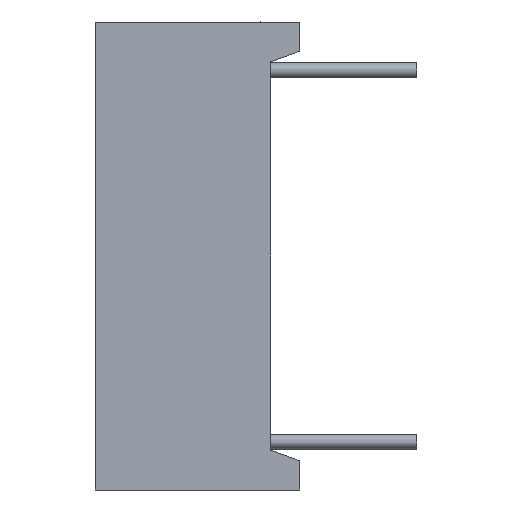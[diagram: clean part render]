
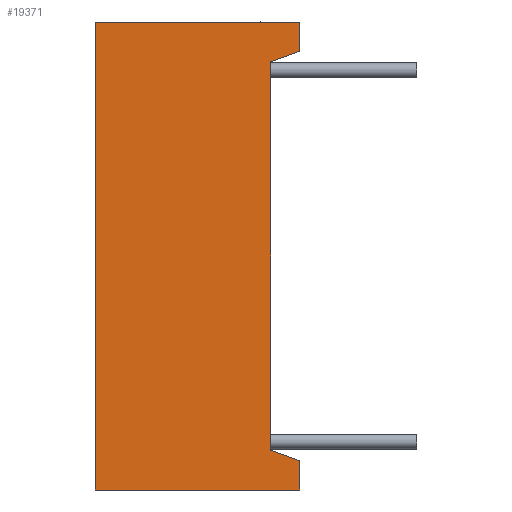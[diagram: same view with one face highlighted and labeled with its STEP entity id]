
A CAD part, left-side view. The second image highlights one B-rep face of the part: STEP entity #19371.
In plain terms, the highlighted planar face has unit normal (-1, 0, 0).
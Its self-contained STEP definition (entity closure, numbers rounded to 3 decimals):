
#708 = DIRECTION ( 'NONE',  ( 0., 0., 1. ) ) ;
#1160 = AXIS2_PLACEMENT_3D ( 'NONE', #12302, #16885, #31417 ) ;
#1205 = EDGE_CURVE ( 'NONE', #22584, #21735, #24527, .T. ) ;
#1432 = VERTEX_POINT ( 'NONE', #20001 ) ;
#1544 = DIRECTION ( 'NONE',  ( 0., 0., -1. ) ) ;
#2150 = LINE ( 'NONE', #21539, #29639 ) ;
#2715 = CARTESIAN_POINT ( 'NONE',  ( -20.2, -7., -33.94 ) ) ;
#2847 = VECTOR ( 'NONE', #5289, 1000. ) ;
#2920 = LINE ( 'NONE', #10586, #5713 ) ;
#4804 = CARTESIAN_POINT ( 'NONE',  ( -20.2, -7., 7. ) ) ;
#5289 = DIRECTION ( 'NONE',  ( 0., 0., -1. ) ) ;
#5713 = VECTOR ( 'NONE', #708, 1000. ) ;
#6290 = EDGE_CURVE ( 'NONE', #12615, #1432, #2920, .T. ) ;
#6640 = ORIENTED_EDGE ( 'NONE', *, *, #18008, .F. ) ;
#6896 = CARTESIAN_POINT ( 'NONE',  ( -20.2, -7., 7. ) ) ;
#7070 = CARTESIAN_POINT ( 'NONE',  ( -20.2, -6., -8. ) ) ;
#7084 = CARTESIAN_POINT ( 'NONE',  ( -20.2, -7., 8. ) ) ;
#7141 = VECTOR ( 'NONE', #20284, 1000. ) ;
#7360 = ORIENTED_EDGE ( 'NONE', *, *, #19778, .F. ) ;
#7809 = DIRECTION ( 'NONE',  ( 0., -1., 0. ) ) ;
#8146 = VECTOR ( 'NONE', #7809, 1000. ) ;
#8969 = ORIENTED_EDGE ( 'NONE', *, *, #1205, .F. ) ;
#9253 = VERTEX_POINT ( 'NONE', #11280 ) ;
#9306 = FACE_OUTER_BOUND ( 'NONE', #9718, .T. ) ;
#9718 = EDGE_LOOP ( 'NONE', ( #31079, #6640, #8969, #30197, #11949, #10768, #15400, #7360 ) ) ;
#10155 = CARTESIAN_POINT ( 'NONE',  ( -20.2, -6.071, -6.662 ) ) ;
#10586 = CARTESIAN_POINT ( 'NONE',  ( -20.2, 0., -33.94 ) ) ;
#10768 = ORIENTED_EDGE ( 'NONE', *, *, #19146, .F. ) ;
#11280 = CARTESIAN_POINT ( 'NONE',  ( -20.2, -7., -8. ) ) ;
#11949 = ORIENTED_EDGE ( 'NONE', *, *, #6290, .F. ) ;
#12022 = DIRECTION ( 'NONE',  ( 0., 1., 0. ) ) ;
#12302 = CARTESIAN_POINT ( 'NONE',  ( -20.2, -7., -33.94 ) ) ;
#12615 = VERTEX_POINT ( 'NONE', #30572 ) ;
#12835 = LINE ( 'NONE', #10155, #7141 ) ;
#15258 = LINE ( 'NONE', #17626, #8146 ) ;
#15366 = VECTOR ( 'NONE', #29176, 1000. ) ;
#15400 = ORIENTED_EDGE ( 'NONE', *, *, #23180, .F. ) ;
#16579 = PLANE ( 'NONE',  #1160 ) ;
#16885 = DIRECTION ( 'NONE',  ( 1., 0., 0. ) ) ;
#17509 = VERTEX_POINT ( 'NONE', #22051 ) ;
#17626 = CARTESIAN_POINT ( 'NONE',  ( -20.2, -7., 8. ) ) ;
#17982 = VECTOR ( 'NONE', #1544, 1000. ) ;
#18008 = EDGE_CURVE ( 'NONE', #21735, #19079, #27217, .T. ) ;
#18671 = DIRECTION ( 'NONE',  ( 0., 0., -1. ) ) ;
#19013 = CARTESIAN_POINT ( 'NONE',  ( -20.2, -6., 6.636 ) ) ;
#19079 = VERTEX_POINT ( 'NONE', #19013 ) ;
#19146 = EDGE_CURVE ( 'NONE', #9253, #12615, #2150, .T. ) ;
#19371 = ADVANCED_FACE ( 'NONE', ( #9306 ), #16579, .F. ) ;
#19582 = EDGE_CURVE ( 'NONE', #1432, #22584, #15258, .T. ) ;
#19778 = EDGE_CURVE ( 'NONE', #17509, #21947, #12835, .T. ) ;
#20001 = CARTESIAN_POINT ( 'NONE',  ( -20.2, 0., 8. ) ) ;
#20284 = DIRECTION ( 'NONE',  ( 0., -0.94, -0.342 ) ) ;
#21227 = CARTESIAN_POINT ( 'NONE',  ( -20.2, -7., -33.94 ) ) ;
#21539 = CARTESIAN_POINT ( 'NONE',  ( -20.2, -7., -8. ) ) ;
#21735 = VERTEX_POINT ( 'NONE', #6896 ) ;
#21947 = VERTEX_POINT ( 'NONE', #22705 ) ;
#22051 = CARTESIAN_POINT ( 'NONE',  ( -20.2, -6., -6.636 ) ) ;
#22584 = VERTEX_POINT ( 'NONE', #7084 ) ;
#22705 = CARTESIAN_POINT ( 'NONE',  ( -20.2, -7., -7. ) ) ;
#23180 = EDGE_CURVE ( 'NONE', #21947, #9253, #23318, .T. ) ;
#23318 = LINE ( 'NONE', #21227, #17982 ) ;
#24439 = EDGE_CURVE ( 'NONE', #19079, #17509, #28234, .T. ) ;
#24527 = LINE ( 'NONE', #2715, #2847 ) ;
#27217 = LINE ( 'NONE', #4804, #15366 ) ;
#27723 = VECTOR ( 'NONE', #18671, 1000. ) ;
#28234 = LINE ( 'NONE', #7070, #27723 ) ;
#29176 = DIRECTION ( 'NONE',  ( 0., 0.94, -0.342 ) ) ;
#29639 = VECTOR ( 'NONE', #12022, 1000. ) ;
#30197 = ORIENTED_EDGE ( 'NONE', *, *, #19582, .F. ) ;
#30572 = CARTESIAN_POINT ( 'NONE',  ( -20.2, 0., -8. ) ) ;
#31079 = ORIENTED_EDGE ( 'NONE', *, *, #24439, .F. ) ;
#31417 = DIRECTION ( 'NONE',  ( 0., 0., -1. ) ) ;
